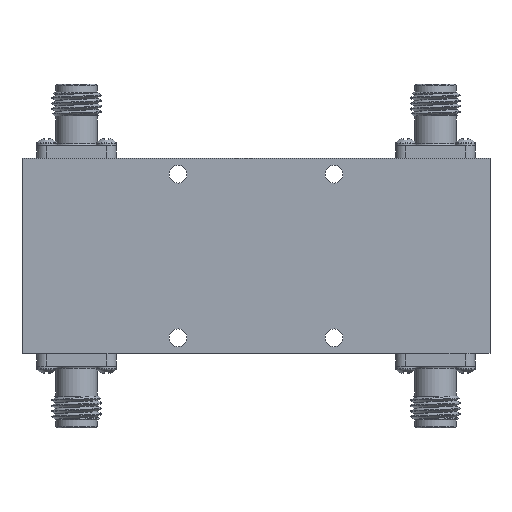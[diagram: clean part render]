
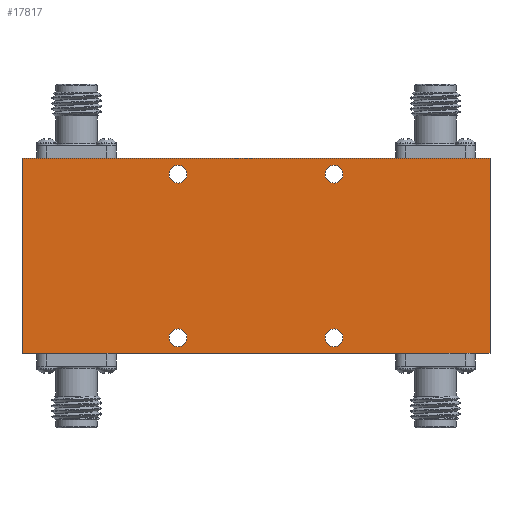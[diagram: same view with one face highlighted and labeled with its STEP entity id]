
A CAD part, front view. The second image highlights one B-rep face of the part: STEP entity #17817.
In plain terms, the highlighted planar face has unit normal (0, -1, 0).
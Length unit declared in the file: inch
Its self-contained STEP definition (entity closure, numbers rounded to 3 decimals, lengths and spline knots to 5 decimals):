
#42 = AXIS2_PLACEMENT_3D ( 'NONE', #17837, #14685, #12955 ) ;
#530 = DIRECTION ( 'NONE',  ( -1., 0., 0. ) ) ;
#965 = AXIS2_PLACEMENT_3D ( 'NONE', #13733, #5355, #6997 ) ;
#966 = LINE ( 'NONE', #3883, #9262 ) ;
#1696 = VERTEX_POINT ( 'NONE', #3028 ) ;
#2022 = VECTOR ( 'NONE', #17343, 39.37008 ) ;
#2358 = CIRCLE ( 'NONE', #8156, 0.04528 ) ;
#2428 = DIRECTION ( 'NONE',  ( 0., 0., -1. ) ) ;
#2874 = CARTESIAN_POINT ( 'NONE',  ( 0.3937, -0.21654, -0.36811 ) ) ;
#2958 = EDGE_LOOP ( 'NONE', ( #10640 ) ) ;
#2986 = VERTEX_POINT ( 'NONE', #2874 ) ;
#3028 = CARTESIAN_POINT ( 'NONE',  ( 0.3937, -0.21654, 0.45866 ) ) ;
#3570 = ORIENTED_EDGE ( 'NONE', *, *, #6912, .T. ) ;
#3661 = CARTESIAN_POINT ( 'NONE',  ( -1.1811, -0.21654, 0.49213 ) ) ;
#3883 = CARTESIAN_POINT ( 'NONE',  ( 1.1811, -0.21654, 0.49213 ) ) ;
#3951 = CARTESIAN_POINT ( 'NONE',  ( 1.1811, -0.21654, -0.49213 ) ) ;
#4556 = CARTESIAN_POINT ( 'NONE',  ( -0.3937, -0.21654, -0.36811 ) ) ;
#4679 = DIRECTION ( 'NONE',  ( 0., 0., 1. ) ) ;
#5154 = FACE_BOUND ( 'NONE', #10405, .T. ) ;
#5355 = DIRECTION ( 'NONE',  ( 0., -1., 0. ) ) ;
#6912 = EDGE_CURVE ( 'NONE', #2986, #2986, #7687, .T. ) ;
#6997 = DIRECTION ( 'NONE',  ( 0., 0., -1. ) ) ;
#7360 = AXIS2_PLACEMENT_3D ( 'NONE', #19347, #9439, #20931 ) ;
#7497 = VECTOR ( 'NONE', #10811, 39.37008 ) ;
#7611 = VERTEX_POINT ( 'NONE', #17873 ) ;
#7687 = CIRCLE ( 'NONE', #42, 0.04528 ) ;
#7694 = LINE ( 'NONE', #16968, #16235 ) ;
#7895 = CARTESIAN_POINT ( 'NONE',  ( 0.3937, -0.21654, 0.41339 ) ) ;
#7951 = EDGE_CURVE ( 'NONE', #16443, #16443, #13117, .T. ) ;
#7965 = FACE_BOUND ( 'NONE', #13437, .T. ) ;
#8156 = AXIS2_PLACEMENT_3D ( 'NONE', #21108, #14559, #4679 ) ;
#8891 = CARTESIAN_POINT ( 'NONE',  ( 1.1811, -0.21654, 0.49213 ) ) ;
#9262 = VECTOR ( 'NONE', #2428, 39.37008 ) ;
#9345 = EDGE_LOOP ( 'NONE', ( #3570 ) ) ;
#9439 = DIRECTION ( 'NONE',  ( 0., 1., 0. ) ) ;
#9456 = DIRECTION ( 'NONE',  ( 0., 0., 1. ) ) ;
#9567 = FACE_OUTER_BOUND ( 'NONE', #10387, .T. ) ;
#10085 = AXIS2_PLACEMENT_3D ( 'NONE', #7895, #13041, #9456 ) ;
#10364 = VERTEX_POINT ( 'NONE', #20662 ) ;
#10387 = EDGE_LOOP ( 'NONE', ( #14076, #20567, #15098, #14033 ) ) ;
#10405 = EDGE_LOOP ( 'NONE', ( #11418 ) ) ;
#10587 = FACE_BOUND ( 'NONE', #9345, .T. ) ;
#10640 = ORIENTED_EDGE ( 'NONE', *, *, #7951, .T. ) ;
#10811 = DIRECTION ( 'NONE',  ( 0., 0., 1. ) ) ;
#11418 = ORIENTED_EDGE ( 'NONE', *, *, #15424, .T. ) ;
#11898 = LINE ( 'NONE', #3661, #7497 ) ;
#11959 = ORIENTED_EDGE ( 'NONE', *, *, #12466, .T. ) ;
#12466 = EDGE_CURVE ( 'NONE', #1696, #1696, #18631, .T. ) ;
#12885 = LINE ( 'NONE', #18786, #2022 ) ;
#12955 = DIRECTION ( 'NONE',  ( 0., 0., 1. ) ) ;
#13041 = DIRECTION ( 'NONE',  ( 0., 1., 0. ) ) ;
#13117 = CIRCLE ( 'NONE', #7360, 0.04528 ) ;
#13437 = EDGE_LOOP ( 'NONE', ( #11959 ) ) ;
#13482 = VERTEX_POINT ( 'NONE', #8891 ) ;
#13733 = CARTESIAN_POINT ( 'NONE',  ( 0., -0.21654, 0. ) ) ;
#13934 = FACE_BOUND ( 'NONE', #2958, .T. ) ;
#14033 = ORIENTED_EDGE ( 'NONE', *, *, #19023, .F. ) ;
#14076 = ORIENTED_EDGE ( 'NONE', *, *, #18472, .F. ) ;
#14559 = DIRECTION ( 'NONE',  ( 0., 1., 0. ) ) ;
#14685 = DIRECTION ( 'NONE',  ( 0., 1., 0. ) ) ;
#15098 = ORIENTED_EDGE ( 'NONE', *, *, #15525, .F. ) ;
#15424 = EDGE_CURVE ( 'NONE', #7611, #7611, #2358, .T. ) ;
#15525 = EDGE_CURVE ( 'NONE', #19892, #10364, #11898, .T. ) ;
#16235 = VECTOR ( 'NONE', #530, 39.37008 ) ;
#16443 = VERTEX_POINT ( 'NONE', #4556 ) ;
#16883 = PLANE ( 'NONE',  #965 ) ;
#16968 = CARTESIAN_POINT ( 'NONE',  ( -1.1811, -0.21654, -0.49213 ) ) ;
#17343 = DIRECTION ( 'NONE',  ( 1., 0., 0. ) ) ;
#17447 = CARTESIAN_POINT ( 'NONE',  ( -1.1811, -0.21654, -0.49213 ) ) ;
#17817 = ADVANCED_FACE ( 'NONE', ( #7965, #13934, #9567, #10587, #5154 ), #16883, .T. ) ;
#17837 = CARTESIAN_POINT ( 'NONE',  ( 0.3937, -0.21654, -0.41339 ) ) ;
#17873 = CARTESIAN_POINT ( 'NONE',  ( -0.3937, -0.21654, 0.45866 ) ) ;
#18472 = EDGE_CURVE ( 'NONE', #13482, #18611, #966, .T. ) ;
#18498 = EDGE_CURVE ( 'NONE', #10364, #13482, #12885, .T. ) ;
#18611 = VERTEX_POINT ( 'NONE', #3951 ) ;
#18631 = CIRCLE ( 'NONE', #10085, 0.04528 ) ;
#18786 = CARTESIAN_POINT ( 'NONE',  ( -1.1811, -0.21654, 0.49213 ) ) ;
#19023 = EDGE_CURVE ( 'NONE', #18611, #19892, #7694, .T. ) ;
#19347 = CARTESIAN_POINT ( 'NONE',  ( -0.3937, -0.21654, -0.41339 ) ) ;
#19892 = VERTEX_POINT ( 'NONE', #17447 ) ;
#20567 = ORIENTED_EDGE ( 'NONE', *, *, #18498, .F. ) ;
#20662 = CARTESIAN_POINT ( 'NONE',  ( -1.1811, -0.21654, 0.49213 ) ) ;
#20931 = DIRECTION ( 'NONE',  ( 0., 0., 1. ) ) ;
#21108 = CARTESIAN_POINT ( 'NONE',  ( -0.3937, -0.21654, 0.41339 ) ) ;
